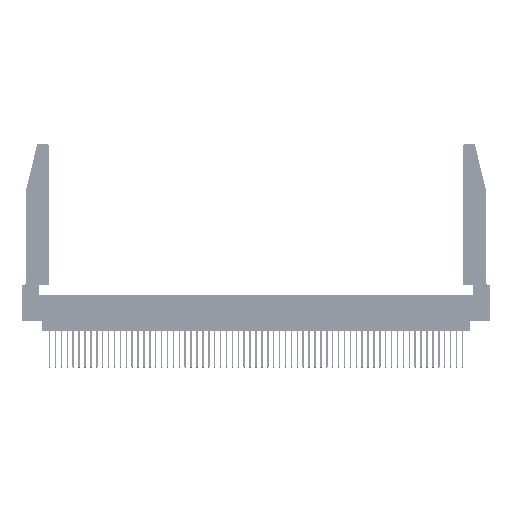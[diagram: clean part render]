
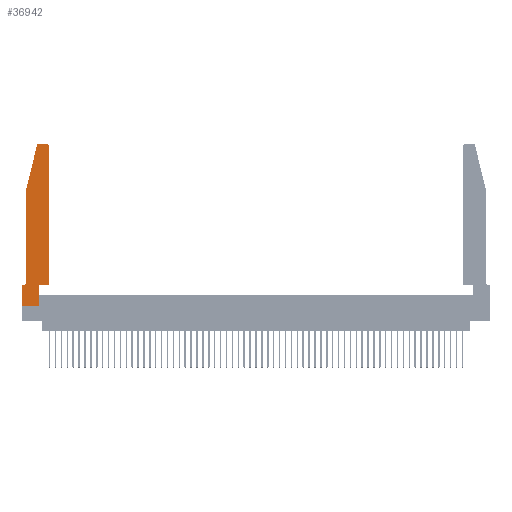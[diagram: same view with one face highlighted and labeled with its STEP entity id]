
A CAD part, top view. The second image highlights one B-rep face of the part: STEP entity #36942.
In plain terms, the highlighted planar face has unit normal (0, 0, 1).
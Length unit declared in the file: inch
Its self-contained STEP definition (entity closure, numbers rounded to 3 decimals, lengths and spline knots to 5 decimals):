
#824 = EDGE_LOOP ( 'NONE', ( #40761, #22264, #28585, #11223, #18811, #35388, #19776, #49283, #4088, #53481, #23760, #46648 ) ) ;
#2370 = VECTOR ( 'NONE', #31655, 39.37008 ) ;
#2990 = AXIS2_PLACEMENT_3D ( 'NONE', #21290, #51897, #25727 ) ;
#3068 = DIRECTION ( 'NONE',  ( 1., 0., 0. ) ) ;
#3464 = VECTOR ( 'NONE', #14899, 39.37008 ) ;
#3591 = DIRECTION ( 'NONE',  ( 0., 1., 0. ) ) ;
#4088 = ORIENTED_EDGE ( 'NONE', *, *, #14055, .T. ) ;
#5593 = EDGE_CURVE ( 'NONE', #44986, #43899, #47030, .T. ) ;
#5636 = DIRECTION ( 'NONE',  ( 0., 0., -1. ) ) ;
#6180 = EDGE_CURVE ( 'NONE', #44896, #34462, #36024, .T. ) ;
#6255 = VERTEX_POINT ( 'NONE', #47603 ) ;
#6798 = EDGE_CURVE ( 'NONE', #43899, #46758, #41492, .T. ) ;
#7156 = EDGE_CURVE ( 'NONE', #6255, #20309, #14683, .T. ) ;
#7814 = CIRCLE ( 'NONE', #48580, 0.03 ) ;
#8431 = CARTESIAN_POINT ( 'NONE',  ( 0.2865, 0., 0.37 ) ) ;
#9740 = DIRECTION ( 'NONE',  ( -1., 0., 0. ) ) ;
#9754 = CARTESIAN_POINT ( 'NONE',  ( 0.2605, 2.75, 0.37 ) ) ;
#10436 = CARTESIAN_POINT ( 'NONE',  ( 0.0755, 2., 0.37 ) ) ;
#10527 = CARTESIAN_POINT ( 'NONE',  ( 0., 0., 0.37 ) ) ;
#11223 = ORIENTED_EDGE ( 'NONE', *, *, #46839, .T. ) ;
#11948 = VECTOR ( 'NONE', #9740, 39.37008 ) ;
#14055 = EDGE_CURVE ( 'NONE', #51804, #16841, #27672, .T. ) ;
#14241 = AXIS2_PLACEMENT_3D ( 'NONE', #31963, #5636, #36353 ) ;
#14683 = LINE ( 'NONE', #31463, #11948 ) ;
#14899 = DIRECTION ( 'NONE',  ( 0., -1., 0. ) ) ;
#15944 = VECTOR ( 'NONE', #46938, 39.37008 ) ;
#16746 = DIRECTION ( 'NONE',  ( 1., 0., 0. ) ) ;
#16841 = VERTEX_POINT ( 'NONE', #50616 ) ;
#18811 = ORIENTED_EDGE ( 'NONE', *, *, #32558, .T. ) ;
#19776 = ORIENTED_EDGE ( 'NONE', *, *, #24943, .T. ) ;
#20175 = CARTESIAN_POINT ( 'NONE',  ( 0., 0., 0.37 ) ) ;
#20309 = VERTEX_POINT ( 'NONE', #23305 ) ;
#21020 = LINE ( 'NONE', #10527, #42929 ) ;
#21290 = CARTESIAN_POINT ( 'NONE',  ( 0., 0.35, 0.37 ) ) ;
#22264 = ORIENTED_EDGE ( 'NONE', *, *, #27082, .T. ) ;
#22889 = DIRECTION ( 'NONE',  ( 0., 0., 1. ) ) ;
#23305 = CARTESIAN_POINT ( 'NONE',  ( 0., 0.35, 0.37 ) ) ;
#23760 = ORIENTED_EDGE ( 'NONE', *, *, #5593, .T. ) ;
#24344 = VECTOR ( 'NONE', #47219, 39.37008 ) ;
#24943 = EDGE_CURVE ( 'NONE', #20309, #47028, #21020, .T. ) ;
#25727 = DIRECTION ( 'NONE',  ( 1., 0., 0. ) ) ;
#27082 = EDGE_CURVE ( 'NONE', #27567, #44896, #7814, .T. ) ;
#27567 = VERTEX_POINT ( 'NONE', #44285 ) ;
#27672 = LINE ( 'NONE', #33765, #15944 ) ;
#28585 = ORIENTED_EDGE ( 'NONE', *, *, #6180, .T. ) ;
#28730 = CARTESIAN_POINT ( 'NONE',  ( 0.0755, 0.42, 0.37 ) ) ;
#29418 = DIRECTION ( 'NONE',  ( 0., 0., 1. ) ) ;
#31463 = CARTESIAN_POINT ( 'NONE',  ( 0.0755, 0.35, 0.37 ) ) ;
#31603 = EDGE_CURVE ( 'NONE', #47028, #51804, #54843, .T. ) ;
#31655 = DIRECTION ( 'NONE',  ( -1., 0., 0. ) ) ;
#31963 = CARTESIAN_POINT ( 'NONE',  ( 0.0055, 0.42, 0.37 ) ) ;
#32558 = EDGE_CURVE ( 'NONE', #56637, #6255, #42539, .T. ) ;
#32610 = CARTESIAN_POINT ( 'NONE',  ( 0.4505, 0.35, 0.37 ) ) ;
#33765 = CARTESIAN_POINT ( 'NONE',  ( 0.2865, 0.35, 0.37 ) ) ;
#34462 = VERTEX_POINT ( 'NONE', #10436 ) ;
#35388 = ORIENTED_EDGE ( 'NONE', *, *, #7156, .T. ) ;
#36024 = LINE ( 'NONE', #55787, #24344 ) ;
#36353 = DIRECTION ( 'NONE',  ( -1., 0., 0. ) ) ;
#36942 = ADVANCED_FACE ( 'NONE', ( #45233 ), #38727, .T. ) ;
#37398 = VECTOR ( 'NONE', #16746, 39.37008 ) ;
#38151 = AXIS2_PLACEMENT_3D ( 'NONE', #55526, #29418, #3068 ) ;
#38459 = LINE ( 'NONE', #45554, #3464 ) ;
#38681 = CARTESIAN_POINT ( 'NONE',  ( 0.4505, 0.35, 0.37 ) ) ;
#38727 = PLANE ( 'NONE',  #2990 ) ;
#40268 = CARTESIAN_POINT ( 'NONE',  ( 0.4205, 2.75, 0.37 ) ) ;
#40722 = EDGE_CURVE ( 'NONE', #16841, #44986, #49023, .T. ) ;
#40761 = ORIENTED_EDGE ( 'NONE', *, *, #43506, .T. ) ;
#41492 = CIRCLE ( 'NONE', #38151, 0.03 ) ;
#41851 = VECTOR ( 'NONE', #42201, 39.37008 ) ;
#42201 = DIRECTION ( 'NONE',  ( 1., 0., 0. ) ) ;
#42329 = CARTESIAN_POINT ( 'NONE',  ( 0., 0., 0.37 ) ) ;
#42539 = CIRCLE ( 'NONE', #14241, 0.07 ) ;
#42929 = VECTOR ( 'NONE', #54559, 39.37008 ) ;
#43008 = CARTESIAN_POINT ( 'NONE',  ( 0.4505, 2.72, 0.37 ) ) ;
#43506 = EDGE_CURVE ( 'NONE', #46758, #27567, #47684, .T. ) ;
#43899 = VERTEX_POINT ( 'NONE', #43008 ) ;
#44285 = CARTESIAN_POINT ( 'NONE',  ( 0.284, 2.75, 0.37 ) ) ;
#44896 = VERTEX_POINT ( 'NONE', #44977 ) ;
#44977 = CARTESIAN_POINT ( 'NONE',  ( 0.25487, 2.72718, 0.37 ) ) ;
#44986 = VERTEX_POINT ( 'NONE', #32610 ) ;
#45233 = FACE_OUTER_BOUND ( 'NONE', #824, .T. ) ;
#45554 = CARTESIAN_POINT ( 'NONE',  ( 0.0755, 2., 0.37 ) ) ;
#45620 = VECTOR ( 'NONE', #3591, 39.37008 ) ;
#46648 = ORIENTED_EDGE ( 'NONE', *, *, #6798, .T. ) ;
#46758 = VERTEX_POINT ( 'NONE', #40268 ) ;
#46839 = EDGE_CURVE ( 'NONE', #34462, #56637, #38459, .T. ) ;
#46938 = DIRECTION ( 'NONE',  ( 0., 1., 0. ) ) ;
#47028 = VERTEX_POINT ( 'NONE', #42329 ) ;
#47030 = LINE ( 'NONE', #38681, #45620 ) ;
#47219 = DIRECTION ( 'NONE',  ( -0.239, -0.971, 0. ) ) ;
#47603 = CARTESIAN_POINT ( 'NONE',  ( 0.0055, 0.35, 0.37 ) ) ;
#47684 = LINE ( 'NONE', #9754, #2370 ) ;
#48580 = AXIS2_PLACEMENT_3D ( 'NONE', #49111, #22889, #53478 ) ;
#49023 = LINE ( 'NONE', #51803, #37398 ) ;
#49111 = CARTESIAN_POINT ( 'NONE',  ( 0.284, 2.72, 0.37 ) ) ;
#49283 = ORIENTED_EDGE ( 'NONE', *, *, #31603, .T. ) ;
#50616 = CARTESIAN_POINT ( 'NONE',  ( 0.2865, 0.35, 0.37 ) ) ;
#51803 = CARTESIAN_POINT ( 'NONE',  ( 0.4505, 0.35, 0.37 ) ) ;
#51804 = VERTEX_POINT ( 'NONE', #8431 ) ;
#51897 = DIRECTION ( 'NONE',  ( 0., 0., 1. ) ) ;
#53478 = DIRECTION ( 'NONE',  ( 1., 0., 0. ) ) ;
#53481 = ORIENTED_EDGE ( 'NONE', *, *, #40722, .T. ) ;
#54559 = DIRECTION ( 'NONE',  ( 0., -1., 0. ) ) ;
#54843 = LINE ( 'NONE', #20175, #41851 ) ;
#55526 = CARTESIAN_POINT ( 'NONE',  ( 0.4205, 2.72, 0.37 ) ) ;
#55787 = CARTESIAN_POINT ( 'NONE',  ( 0.0755, 2., 0.37 ) ) ;
#56637 = VERTEX_POINT ( 'NONE', #28730 ) ;
